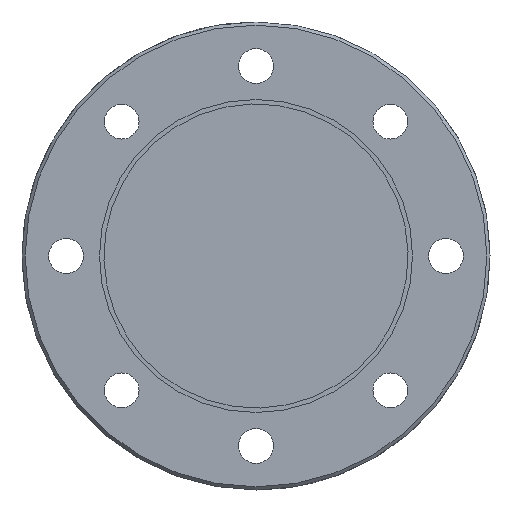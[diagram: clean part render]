
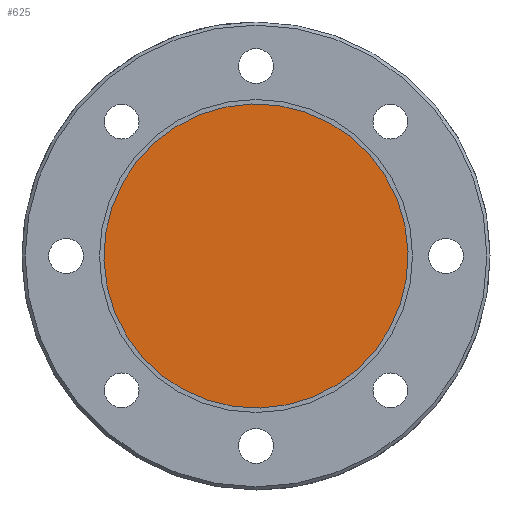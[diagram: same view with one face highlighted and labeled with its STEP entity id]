
A CAD part, front view. The second image highlights one B-rep face of the part: STEP entity #625.
In plain terms, the highlighted planar face has unit normal (0, -1, 0).
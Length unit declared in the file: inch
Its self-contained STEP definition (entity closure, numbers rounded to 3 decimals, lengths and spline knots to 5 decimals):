
#48 = CIRCLE ( 'NONE', #50, 1.4525 ) ;
#50 = AXIS2_PLACEMENT_3D ( 'NONE', #1257, #1256, #1255 ) ;
#174 = EDGE_LOOP ( 'NONE', ( #696, #692 ) ) ;
#311 = EDGE_CURVE ( 'NONE', #1713, #1716, #498, .T. ) ;
#415 = CARTESIAN_POINT ( 'NONE',  ( -0.04494, 0., 1.4518 ) ) ;
#429 = CARTESIAN_POINT ( 'NONE',  ( 0.04494, 0., -1.4518 ) ) ;
#498 = CIRCLE ( 'NONE', #499, 1.4525 ) ;
#499 = AXIS2_PLACEMENT_3D ( 'NONE', #1612, #1611, #1610 ) ;
#625 = ADVANCED_FACE ( 'NONE', ( #977 ), #976, .T. ) ;
#692 = ORIENTED_EDGE ( 'NONE', *, *, #311, .T. ) ;
#696 = ORIENTED_EDGE ( 'NONE', *, *, #788, .T. ) ;
#788 = EDGE_CURVE ( 'NONE', #1716, #1713, #48, .T. ) ;
#970 = DIRECTION ( 'NONE',  ( 0., 0., -1. ) ) ;
#971 = DIRECTION ( 'NONE',  ( 0., -1., 0. ) ) ;
#976 = PLANE ( 'NONE',  #2076 ) ;
#977 = FACE_OUTER_BOUND ( 'NONE', #174, .T. ) ;
#993 = CARTESIAN_POINT ( 'NONE',  ( 0., 0., 0. ) ) ;
#1255 = DIRECTION ( 'NONE',  ( 0., 0., -1. ) ) ;
#1256 = DIRECTION ( 'NONE',  ( 0., -1., 0. ) ) ;
#1257 = CARTESIAN_POINT ( 'NONE',  ( 0., 0., 0. ) ) ;
#1610 = DIRECTION ( 'NONE',  ( 0., 0., -1. ) ) ;
#1611 = DIRECTION ( 'NONE',  ( 0., -1., 0. ) ) ;
#1612 = CARTESIAN_POINT ( 'NONE',  ( 0., 0., 0. ) ) ;
#1713 = VERTEX_POINT ( 'NONE', #429 ) ;
#1716 = VERTEX_POINT ( 'NONE', #415 ) ;
#2076 = AXIS2_PLACEMENT_3D ( 'NONE', #993, #971, #970 ) ;
